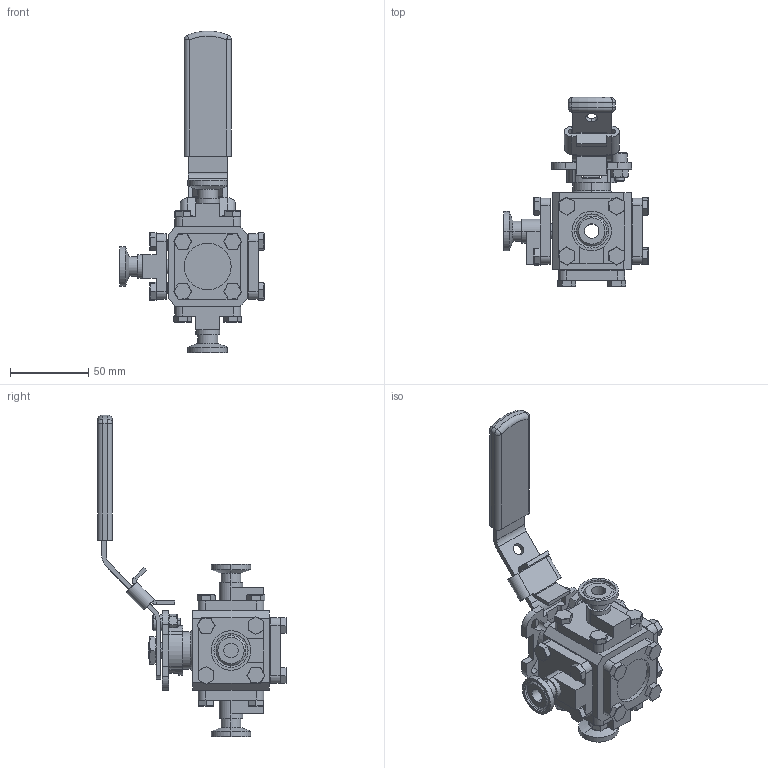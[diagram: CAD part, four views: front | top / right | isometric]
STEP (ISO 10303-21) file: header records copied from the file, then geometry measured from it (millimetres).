
FILE_DESCRIPTION (( 'STEP AP214' ), '1' );
FILE_NAME ('33-SA-0050-XXX.step', '2019-09-30T20:16:24', ( '' ), ( '' ), 'SwSTEP 2.0', 'SolidWorks 2019', '' );
FILE_SCHEMA (( 'AUTOMOTIVE_DESIGN' ));
Length unit declared in the file: millimetre
Products named in the file (2): 33-SA-0050-XXX
Bounding box: 92.31 x 120.42 x 204.95 mm (x, y, z)
Surface area: 64633 mm2 (no closed solid volume)
Topology: 0 solids, 37 shells, 653 faces, 1809 edges, 1182 vertices
Faces by surface type: plane 497, cylinder 112, cone 30, torus 10, sphere 4
Entity records: 27920 total; most frequent: CARTESIAN_POINT 4017, DIRECTION 3509, ORIENTED_EDGE 3126, EDGE_CURVE 1803, LINE 1309, VECTOR 1309, VERTEX_POINT 1182, AXIS2_PLACEMENT_3D 1100
